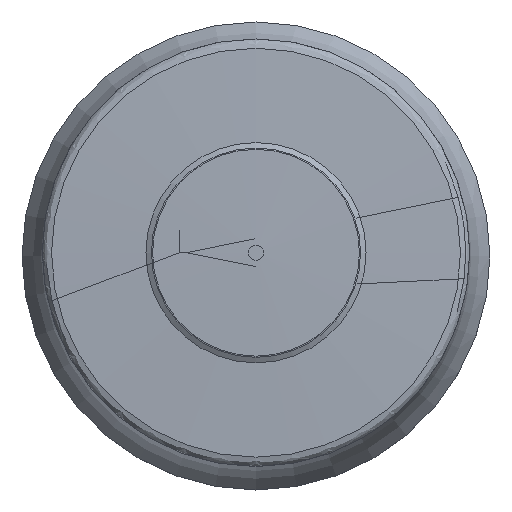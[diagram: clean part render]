
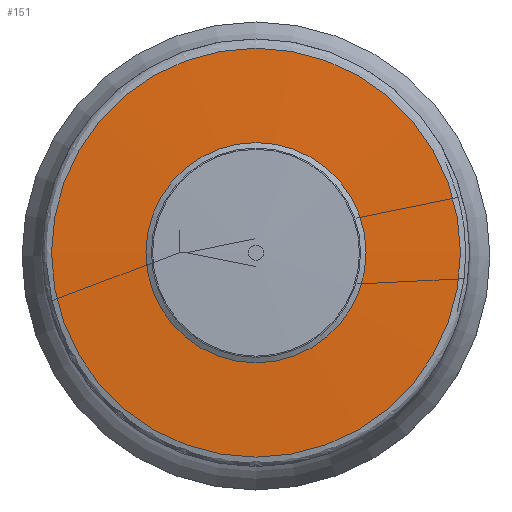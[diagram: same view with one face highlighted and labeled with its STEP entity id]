
A CAD part, top view. The second image highlights one B-rep face of the part: STEP entity #151.
In plain terms, the highlighted face is a revolution surface.
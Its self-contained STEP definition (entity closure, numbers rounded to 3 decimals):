
#34=SURFACE_OF_REVOLUTION('',#80,#40);
#40=AXIS1_PLACEMENT('',#762,#600);
#80=B_SPLINE_CURVE_WITH_KNOTS('',5,(#756,#757,#758,#759,#760,#761),
 .UNSPECIFIED.,.F.,.F.,(6,6),(0.,1.),.UNSPECIFIED.);
#151=ADVANCED_FACE('',(#199,#200),#34,.F.);
#199=FACE_BOUND('',#249,.T.);
#200=FACE_BOUND('',#250,.T.);
#249=EDGE_LOOP('',(#329));
#250=EDGE_LOOP('',(#330));
#329=ORIENTED_EDGE('',*,*,#408,.T.);
#330=ORIENTED_EDGE('',*,*,#407,.F.);
#367=VERTEX_POINT('',#734);
#368=VERTEX_POINT('',#755);
#407=EDGE_CURVE('',#367,#367,#430,.T.);
#408=EDGE_CURVE('',#368,#368,#431,.T.);
#430=CIRCLE('',#482,25.34);
#431=CIRCLE('',#483,13.645);
#482=AXIS2_PLACEMENT_3D('',#733,#595,#596);
#483=AXIS2_PLACEMENT_3D('',#754,#598,#599);
#595=DIRECTION('',(0.,0.,-1.));
#596=DIRECTION('',(-1.,0.,0.));
#598=DIRECTION('',(0.,0.,-1.));
#599=DIRECTION('',(-1.,0.,0.));
#600=DIRECTION('',(0.,0.,-1.));
#733=CARTESIAN_POINT('',(0.,0.,235.923));
#734=CARTESIAN_POINT('',(-25.34,0.,235.923));
#754=CARTESIAN_POINT('',(0.,0.,236.342));
#755=CARTESIAN_POINT('',(-13.645,0.,236.342));
#756=CARTESIAN_POINT('',(25.34,0.,235.923));
#757=CARTESIAN_POINT('',(23.001,0.,236.006));
#758=CARTESIAN_POINT('',(20.662,0.,236.09));
#759=CARTESIAN_POINT('',(18.323,0.,236.174));
#760=CARTESIAN_POINT('',(15.984,0.,236.258));
#761=CARTESIAN_POINT('',(13.645,0.,236.342));
#762=CARTESIAN_POINT('',(0.,0.,0.));
